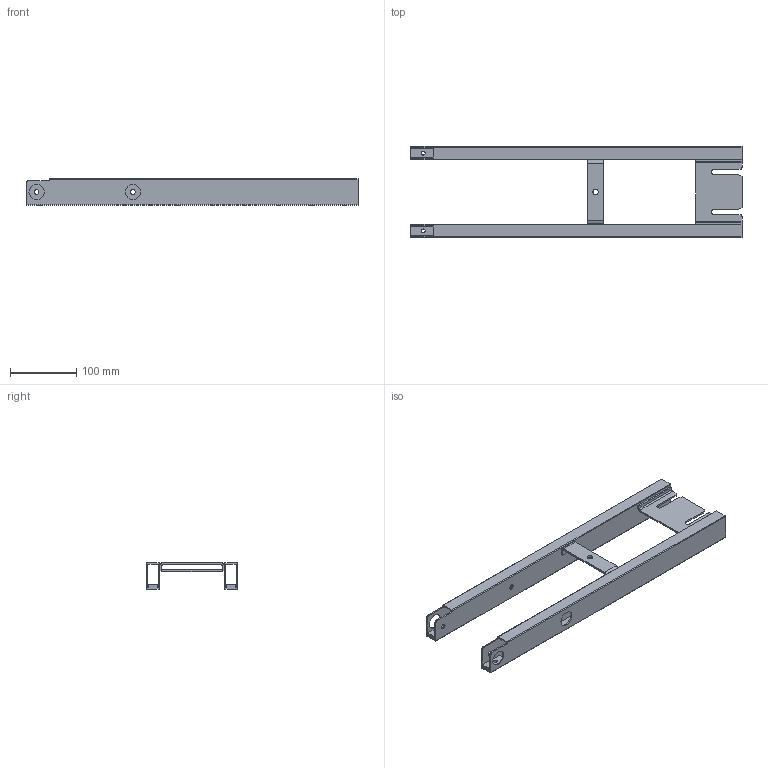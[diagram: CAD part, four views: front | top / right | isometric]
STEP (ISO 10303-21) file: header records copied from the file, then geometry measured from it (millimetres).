
FILE_DESCRIPTION((''),'2;1');
FILE_NAME('JC35TS-0283','2021-01-04T14:24:22',('Administrator'),('捷昌驱动'),'CREO PARAMETRIC BY PTC INC, 2018100','CREO PARAMETRIC BY PTC INC, 2018100','');
FILE_SCHEMA(('CONFIG_CONTROL_DESIGN'));
Length unit declared in the file: millimetre
Products named in the file (1): JC35TS-0283
Bounding box: 500 x 137 x 40 mm (x, y, z)
Volume: 265800.4 mm3; surface area: 242154.3 mm2
Topology: 1 solids, 1 shells, 146 faces, 426 edges, 284 vertices
Faces by surface type: cylinder 78, plane 68
Entity records: 5028 total; most frequent: DIRECTION 874, CARTESIAN_POINT 856, ORIENTED_EDGE 852, EDGE_CURVE 426, AXIS2_PLACEMENT_3D 302, VERTEX_POINT 284, VECTOR 270, LINE 270
